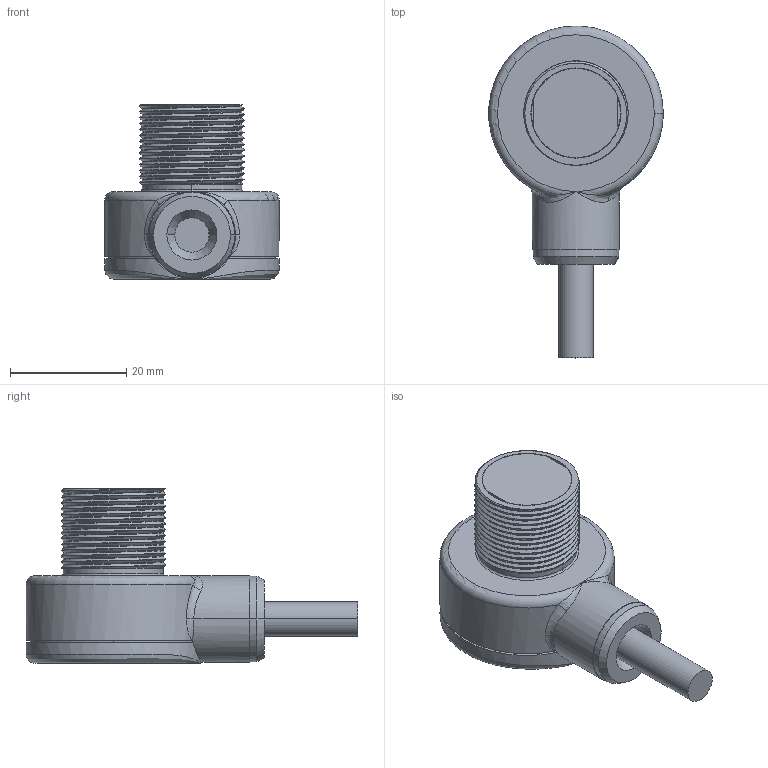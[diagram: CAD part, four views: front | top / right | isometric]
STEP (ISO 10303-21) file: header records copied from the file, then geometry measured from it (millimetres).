
FILE_DESCRIPTION((''),'2;1');
FILE_NAME('155306_SW','2010-12-03T',('banengservice'),('BANNER ENGINEERING'),'PRO/ENGINEER BY PARAMETRIC TECHNOLOGY CORPORATION, 2009141','PRO/ENGINEER BY PARAMETRIC TECHNOLOGY CORPORATION, 2009141','');
FILE_SCHEMA(('CONFIG_CONTROL_DESIGN'));
Length unit declared in the file: inch
Products named in the file (1): 155306_SW
Bounding box: 30.05 x 57.2 x 30.14 mm (x, y, z)
Volume: 7584.3 mm3; surface area: 11599.4 mm2
Topology: 3 solids, 4 shells, 309 faces, 780 edges, 491 vertices
Faces by surface type: plane 122, cylinder 113, torus 22, bspline 20, cone 18, sphere 6, extrusion 6, revolution 2
Entity records: 19801 total; most frequent: CARTESIAN_POINT 12469, ORIENTED_EDGE 1544, DIRECTION 1471, EDGE_CURVE 772, AXIS2_PLACEMENT_3D 543, VERTEX_POINT 491, VECTOR 383, LINE 377
